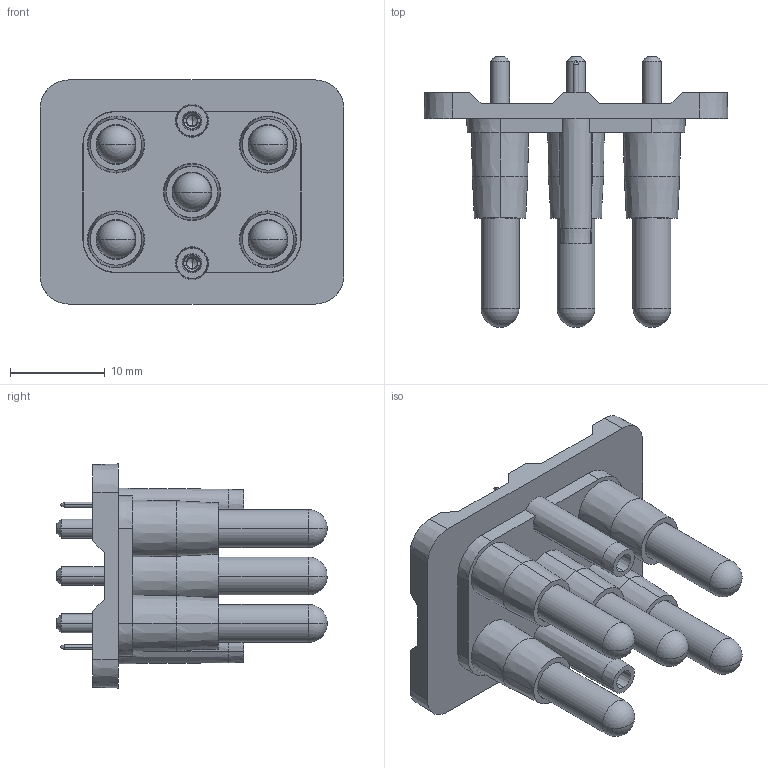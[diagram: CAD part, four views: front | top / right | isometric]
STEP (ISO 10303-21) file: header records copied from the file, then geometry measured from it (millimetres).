
FILE_DESCRIPTION((''),'2;1');
FILE_NAME('HQ-004_2-PCB_19_1','2017-10-19T',('sx.huang'),(''),'PRO/ENGINEER BY PARAMETRIC TECHNOLOGY CORPORATION, 2012480','PRO/ENGINEER BY PARAMETRIC TECHNOLOGY CORPORATION, 2012480','');
FILE_SCHEMA(('AUTOMOTIVE_DESIGN { 1 0 10303 214 1 1 1 1 }'));
Length unit declared in the file: millimetre
Products named in the file (1): HQ-004_2-PCB_19_1
Bounding box: 32 x 28.5 x 23.6 mm (x, y, z)
Volume: 3482.3 mm3; surface area: 5534.4 mm2
Topology: 1 solids, 1 shells, 404 faces, 988 edges, 627 vertices
Faces by surface type: cone 144, plane 136, cylinder 102, torus 12, sphere 10
Entity records: 14971 total; most frequent: DIRECTION 2260, CARTESIAN_POINT 2087, ORIENTED_EDGE 1948, PRESENTATION_STYLE_ASSIGNMENT 975, STYLED_ITEM 975, CURVE_STYLE 974, EDGE_CURVE 974, AXIS2_PLACEMENT_3D 902
